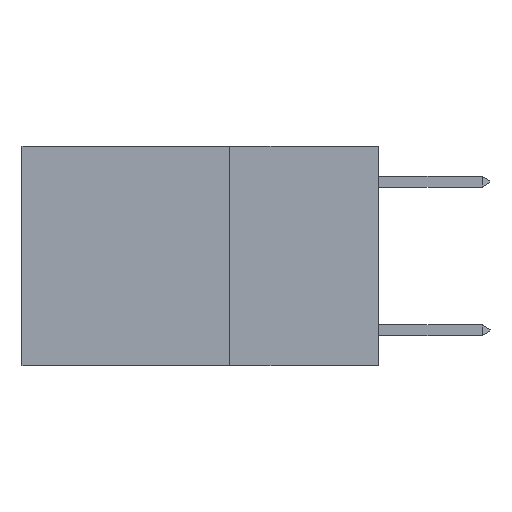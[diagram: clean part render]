
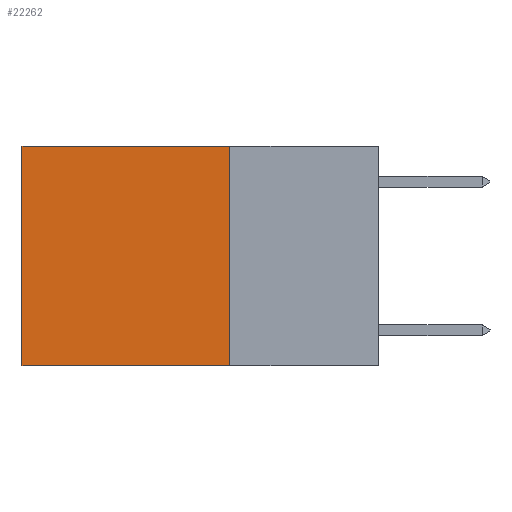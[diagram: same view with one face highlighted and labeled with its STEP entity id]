
A CAD part, left-side view. The second image highlights one B-rep face of the part: STEP entity #22262.
In plain terms, the highlighted planar face has unit normal (-1, 0, 0).
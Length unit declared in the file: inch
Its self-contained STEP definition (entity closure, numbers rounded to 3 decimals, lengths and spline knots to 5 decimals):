
#771 = CARTESIAN_POINT ( 'NONE',  ( 0.2625, 0.6, 0. ) ) ;
#796 = CARTESIAN_POINT ( 'NONE',  ( 0.2625, 0.25, 0. ) ) ;
#3139 = EDGE_CURVE ( 'NONE', #22658, #14035, #28859, .T. ) ;
#3946 = VERTEX_POINT ( 'NONE', #6135 ) ;
#4169 = ORIENTED_EDGE ( 'NONE', *, *, #17731, .F. ) ;
#4790 = DIRECTION ( 'NONE',  ( 0., 0., -1. ) ) ;
#4829 = DIRECTION ( 'NONE',  ( 1., 0., 0. ) ) ;
#4850 = CARTESIAN_POINT ( 'NONE',  ( 0.2625, 0.25, 0. ) ) ;
#4980 = PLANE ( 'NONE',  #10039 ) ;
#6135 = CARTESIAN_POINT ( 'NONE',  ( 0.2625, 0.25, -0.37 ) ) ;
#7329 = ORIENTED_EDGE ( 'NONE', *, *, #3139, .T. ) ;
#8117 = CARTESIAN_POINT ( 'NONE',  ( 0.2625, 0.25, 0. ) ) ;
#10039 = AXIS2_PLACEMENT_3D ( 'NONE', #4850, #4829, #4790 ) ;
#11566 = LINE ( 'NONE', #22203, #29410 ) ;
#14035 = VERTEX_POINT ( 'NONE', #771 ) ;
#14289 = CARTESIAN_POINT ( 'NONE',  ( 0.2625, 0.25, 0. ) ) ;
#15056 = VERTEX_POINT ( 'NONE', #28973 ) ;
#15338 = ORIENTED_EDGE ( 'NONE', *, *, #25977, .F. ) ;
#16070 = VECTOR ( 'NONE', #30096, 39.37008 ) ;
#16270 = LINE ( 'NONE', #796, #16070 ) ;
#17731 = EDGE_CURVE ( 'NONE', #22658, #3946, #16270, .T. ) ;
#17956 = FACE_OUTER_BOUND ( 'NONE', #27633, .T. ) ;
#20355 = CARTESIAN_POINT ( 'NONE',  ( 0.2625, 0.25, -0.37 ) ) ;
#22079 = VECTOR ( 'NONE', #25199, 39.37008 ) ;
#22086 = DIRECTION ( 'NONE',  ( 0., 1., 0. ) ) ;
#22203 = CARTESIAN_POINT ( 'NONE',  ( 0.2625, 0.6, 0. ) ) ;
#22262 = ADVANCED_FACE ( 'NONE', ( #17956 ), #4980, .F. ) ;
#22658 = VERTEX_POINT ( 'NONE', #8117 ) ;
#24603 = EDGE_CURVE ( 'NONE', #14035, #15056, #11566, .T. ) ;
#24663 = DIRECTION ( 'NONE',  ( 0., 0., -1. ) ) ;
#25199 = DIRECTION ( 'NONE',  ( 0., 1., 0. ) ) ;
#25977 = EDGE_CURVE ( 'NONE', #3946, #15056, #28585, .T. ) ;
#27633 = EDGE_LOOP ( 'NONE', ( #29726, #15338, #4169, #7329 ) ) ;
#28568 = VECTOR ( 'NONE', #22086, 39.37008 ) ;
#28585 = LINE ( 'NONE', #20355, #22079 ) ;
#28859 = LINE ( 'NONE', #14289, #28568 ) ;
#28973 = CARTESIAN_POINT ( 'NONE',  ( 0.2625, 0.6, -0.37 ) ) ;
#29410 = VECTOR ( 'NONE', #24663, 39.37008 ) ;
#29726 = ORIENTED_EDGE ( 'NONE', *, *, #24603, .T. ) ;
#30096 = DIRECTION ( 'NONE',  ( 0., 0., -1. ) ) ;
